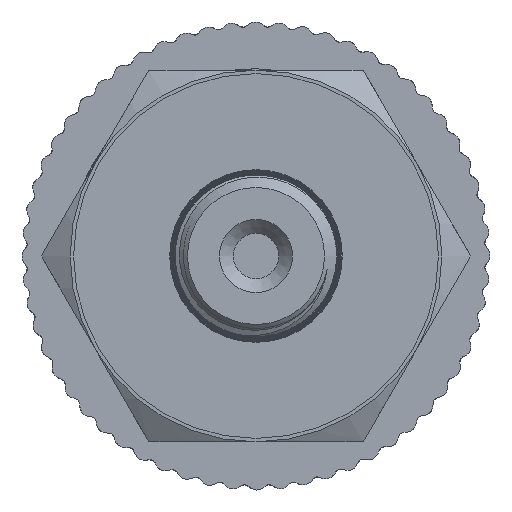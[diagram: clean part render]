
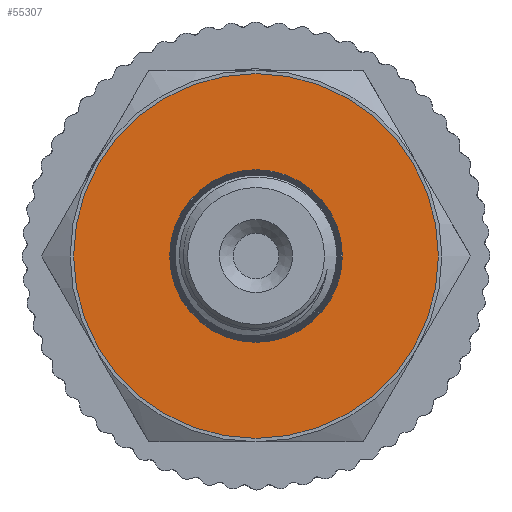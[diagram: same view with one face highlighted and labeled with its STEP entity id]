
A CAD part, left-side view. The second image highlights one B-rep face of the part: STEP entity #55307.
In plain terms, the highlighted planar face has unit normal (-1, 0, 0).
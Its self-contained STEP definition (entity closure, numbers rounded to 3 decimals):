
#5054=PLANE('',#58683);
#7199=FACE_BOUND('',#11743,.T.);
#8228=FACE_OUTER_BOUND('',#11742,.T.);
#11742=EDGE_LOOP('',(#38406));
#11743=EDGE_LOOP('',(#38407));
#15331=CIRCLE('',#58573,6.27);
#15365=CIRCLE('',#58674,13.25);
#22131=VERTEX_POINT('',#85059);
#22651=VERTEX_POINT('',#94105);
#27926=EDGE_CURVE('',#22131,#22131,#15331,.T.);
#28713=EDGE_CURVE('',#22651,#22651,#15365,.T.);
#38406=ORIENTED_EDGE('',*,*,#28713,.T.);
#38407=ORIENTED_EDGE('',*,*,#27926,.T.);
#55307=ADVANCED_FACE('',(#8228,#7199),#5054,.T.);
#58573=AXIS2_PLACEMENT_3D('',#85060,#66287,#66288);
#58674=AXIS2_PLACEMENT_3D('',#94106,#66757,#66758);
#58683=AXIS2_PLACEMENT_3D('',#94890,#66778,#66779);
#66287=DIRECTION('center_axis',(1.,0.,0.));
#66288=DIRECTION('ref_axis',(0.,0.,-1.));
#66757=DIRECTION('center_axis',(-1.,0.,0.));
#66758=DIRECTION('ref_axis',(0.,1.,0.));
#66778=DIRECTION('center_axis',(-1.,0.,0.));
#66779=DIRECTION('ref_axis',(0.,0.,1.));
#85059=CARTESIAN_POINT('',(-48.,-6.27,0.));
#85060=CARTESIAN_POINT('Origin',(-48.,0.,0.));
#94105=CARTESIAN_POINT('',(-48.,-13.25,0.));
#94106=CARTESIAN_POINT('Origin',(-48.,0.,0.));
#94890=CARTESIAN_POINT('Origin',(-48.,13.5,0.));
